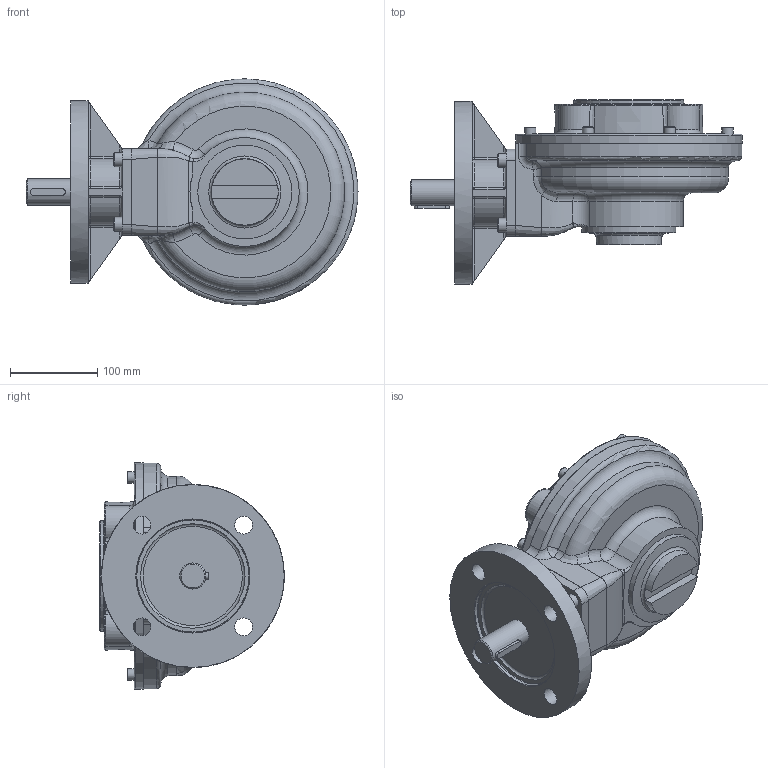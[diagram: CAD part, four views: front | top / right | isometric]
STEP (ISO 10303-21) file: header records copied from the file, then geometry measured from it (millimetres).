
FILE_DESCRIPTION(/* description */ ('Unknown'),/* implementation_level */ '2;1');
FILE_NAME(/* name */ 'PUBIB6-F16-F16_simplified',/* time_stamp */ '2015-12-09T16:54:11+00:00',/* author */ ('Unknown'),/* organization */ ('Unknown'),/* preprocessor_version */ 'ST-DEVELOPER v16',/* originating_system */ 'DEX',/* authorisation */ $);
FILE_SCHEMA (('AUTOMOTIVE_DESIGN {1 0 10303 214 3 1 1}'));
Length unit declared in the file: millimetre
Products named in the file (1): PUBIB6-F16-F16_simplified
Bounding box: 381.27 x 211.9 x 260 mm (x, y, z)
Surface area: 436161.6 mm2 (no closed solid volume)
Topology: 0 solids, 39 shells, 420 faces, 1120 edges, 693 vertices
Faces by surface type: plane 130, cylinder 106, bspline 74, torus 67, cone 27, sphere 16
Full cylindrical faces by diameter (mm): 8 x8, 13 x8, 16 x4, 17.294 x6, 20.5 x4, 30 x1, 69.85 x1, 70 x1, 95 x2, 107.95 x1, 126.62 x1, 130 x1, 139.955 x2, 210 x1, 260 x1
Entity records: 18170 total; most frequent: CARTESIAN_POINT 6955, DIRECTION 1960, ORIENTED_EDGE 1798, EDGE_CURVE 988, AXIS2_PLACEMENT_3D 828, VERTEX_POINT 663, FACE_BOUND 561, EDGE_LOOP 557
